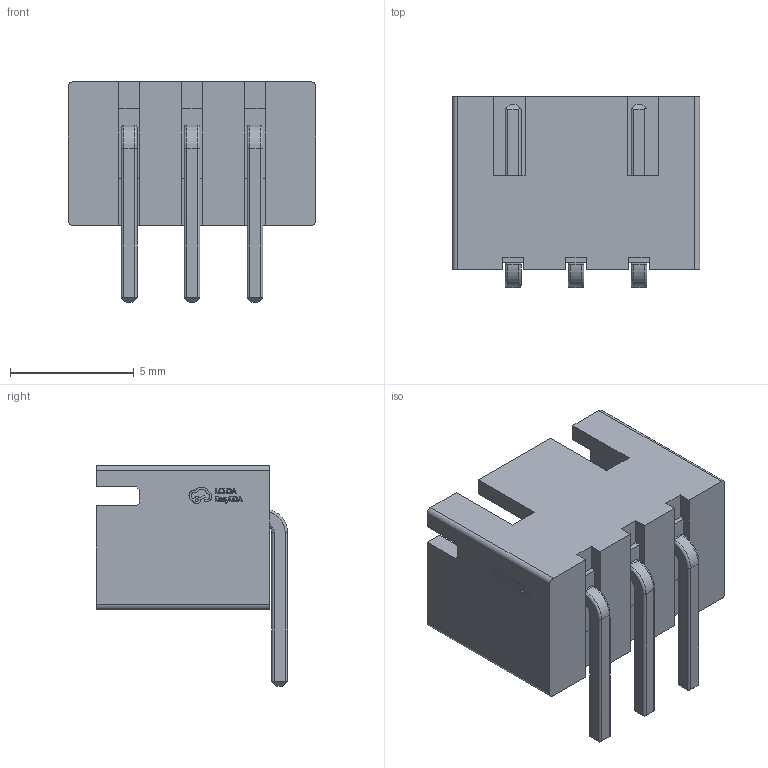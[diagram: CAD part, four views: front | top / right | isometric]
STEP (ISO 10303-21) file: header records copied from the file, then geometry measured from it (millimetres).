
FILE_DESCRIPTION (( 'STEP AP214' ), '1' );
FILE_NAME ('CONN-TH_3P-P2.54_HCTL_XH-3AW.step', '2022-07-29T16:33:21', ( '' ), ( '' ), 'SwSTEP 2.0', 'SolidWorks 2020', '' );
FILE_SCHEMA (( 'AUTOMOTIVE_DESIGN' ));
Length unit declared in the file: millimetre
Products named in the file (1): CONN-TH_3P-P2.54_HCTL_XH-3AW
Bounding box: 10 x 7.72 x 8.9 mm (x, y, z)
Volume: 185 mm3; surface area: 584.6 mm2
Topology: 14 solids, 14 shells, 467 faces, 1254 edges, 828 vertices
Faces by surface type: plane 295, bspline 114, cylinder 46, torus 12
Entity records: 20566 total; most frequent: CARTESIAN_POINT 5056, ORIENTED_EDGE 2508, DIRECTION 1762, EDGE_CURVE 1254, LINE 894, VECTOR 894, VERTEX_POINT 828, EDGE_LOOP 492
